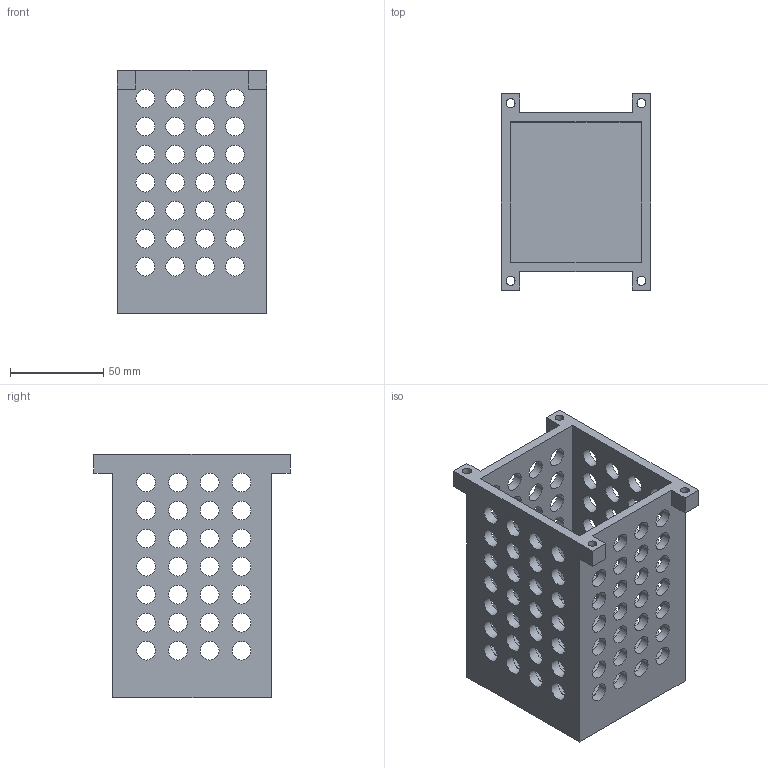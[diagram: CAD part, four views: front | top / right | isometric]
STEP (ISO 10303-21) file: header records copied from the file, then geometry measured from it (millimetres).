
FILE_DESCRIPTION(/* description */ (''),/* implementation_level */ '2;1');
FILE_NAME(/* name */ 'battery_box_ver2.stp',/* time_stamp */ '2023-05-21T23:25:17+08:00',/* author */ ('310611102'),/* organization */ (''),/* preprocessor_version */ 'ST-DEVELOPER v19',/* originating_system */ 'Autodesk Inventor 2023',/* authorisation */ '');
FILE_SCHEMA (('AUTOMOTIVE_DESIGN { 1 0 10303 214 3 1 1 }'));
Length unit declared in the file: millimetre
Products named in the file (1): battery_box_ver2
Bounding box: 80 x 105 x 130 mm (x, y, z)
Volume: 265008.5 mm3; surface area: 91086.7 mm2
Topology: 1 solids, 1 shells, 147 faces, 452 edges, 296 vertices
Faces by surface type: cylinder 120, plane 27
Full cylindrical faces by diameter (mm): 4.8 x4, 5 x4, 10 x112
Entity records: 5681 total; most frequent: DIRECTION 1004, ORIENTED_EDGE 904, CARTESIAN_POINT 896, EDGE_CURVE 452, AXIS2_PLACEMENT_3D 404, EDGE_LOOP 368, VERTEX_POINT 296, CIRCLE 256
